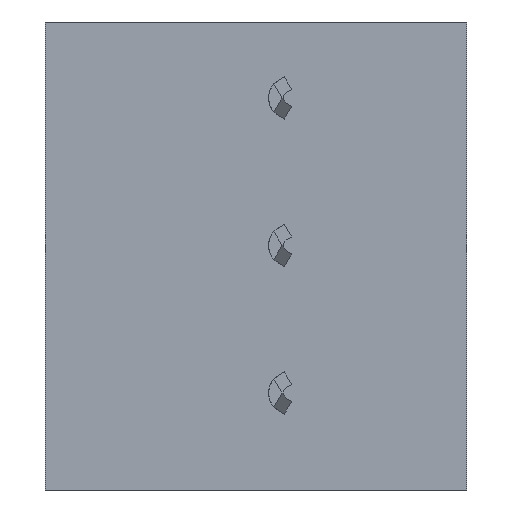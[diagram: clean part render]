
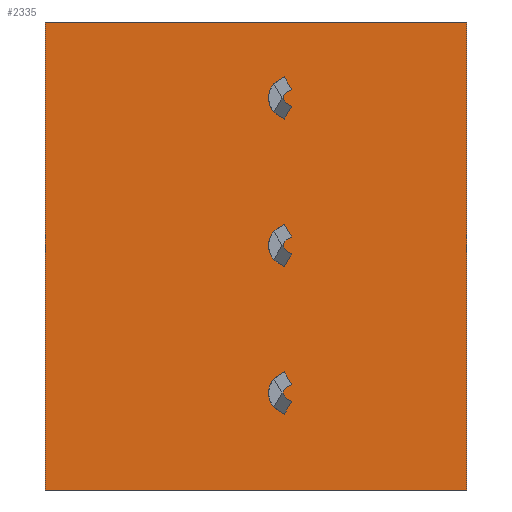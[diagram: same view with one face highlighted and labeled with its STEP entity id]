
A CAD part, front view. The second image highlights one B-rep face of the part: STEP entity #2335.
In plain terms, the highlighted planar face has unit normal (0, -1, 0).
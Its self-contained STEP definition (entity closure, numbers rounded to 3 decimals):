
#29=DIRECTION('',(1.,0.,0.));
#30=VECTOR('',#29,10.);
#31=CARTESIAN_POINT('',(-4.998,-6.2,-2.35));
#32=LINE('',#31,#30);
#41=DIRECTION('',(0.,0.,1.));
#42=VECTOR('',#41,11.1);
#43=CARTESIAN_POINT('',(5.002,-6.2,-2.35));
#44=LINE('',#43,#42);
#45=DIRECTION('',(0.,0.,1.));
#46=VECTOR('',#45,11.1);
#47=CARTESIAN_POINT('',(-4.998,-6.2,-2.35));
#48=LINE('',#47,#46);
#49=DIRECTION('',(0.866,0.,-0.5));
#50=VECTOR('',#49,0.14);
#51=CARTESIAN_POINT('',(0.552,-6.2,-0.483));
#52=LINE('',#51,#50);
#53=DIRECTION('',(0.5,0.,0.866));
#54=VECTOR('',#53,0.35);
#55=CARTESIAN_POINT('',(0.674,-6.2,-0.553));
#56=LINE('',#55,#54);
#57=DIRECTION('',(-0.866,0.,0.5));
#58=VECTOR('',#57,0.14);
#59=CARTESIAN_POINT('',(0.849,-6.2,-0.25));
#60=LINE('',#59,#58);
#61=CARTESIAN_POINT('',(0.802,-6.2,-0.05));
#62=DIRECTION('',(0.,-1.,0.));
#63=DIRECTION('',(-0.5,0.,0.866));
#64=AXIS2_PLACEMENT_3D('',#61,#62,#63);
#66=DIRECTION('',(0.866,0.,0.5));
#67=VECTOR('',#66,0.14);
#68=CARTESIAN_POINT('',(0.727,-6.2,0.08));
#69=LINE('',#68,#67);
#70=DIRECTION('',(-0.5,0.,0.866));
#71=VECTOR('',#70,0.35);
#72=CARTESIAN_POINT('',(0.849,-6.2,0.15));
#73=LINE('',#72,#71);
#74=DIRECTION('',(-0.866,0.,-0.5));
#75=VECTOR('',#74,0.14);
#76=CARTESIAN_POINT('',(0.674,-6.2,0.453));
#77=LINE('',#76,#75);
#78=CARTESIAN_POINT('',(0.802,-6.2,-0.05));
#79=DIRECTION('',(0.,-1.,0.));
#80=DIRECTION('',(-0.5,0.,0.866));
#81=AXIS2_PLACEMENT_3D('',#78,#79,#80);
#83=DIRECTION('',(0.866,0.,-0.5));
#84=VECTOR('',#83,0.14);
#85=CARTESIAN_POINT('',(0.552,-6.2,3.017));
#86=LINE('',#85,#84);
#87=DIRECTION('',(0.5,0.,0.866));
#88=VECTOR('',#87,0.35);
#89=CARTESIAN_POINT('',(0.674,-6.2,2.947));
#90=LINE('',#89,#88);
#91=DIRECTION('',(-0.866,0.,0.5));
#92=VECTOR('',#91,0.14);
#93=CARTESIAN_POINT('',(0.849,-6.2,3.25));
#94=LINE('',#93,#92);
#95=CARTESIAN_POINT('',(0.802,-6.2,3.45));
#96=DIRECTION('',(0.,-1.,0.));
#97=DIRECTION('',(-0.5,0.,0.866));
#98=AXIS2_PLACEMENT_3D('',#95,#96,#97);
#100=DIRECTION('',(0.866,0.,0.5));
#101=VECTOR('',#100,0.14);
#102=CARTESIAN_POINT('',(0.727,-6.2,3.58));
#103=LINE('',#102,#101);
#104=DIRECTION('',(-0.5,0.,0.866));
#105=VECTOR('',#104,0.35);
#106=CARTESIAN_POINT('',(0.849,-6.2,3.65));
#107=LINE('',#106,#105);
#108=DIRECTION('',(-0.866,0.,-0.5));
#109=VECTOR('',#108,0.14);
#110=CARTESIAN_POINT('',(0.674,-6.2,3.953));
#111=LINE('',#110,#109);
#112=CARTESIAN_POINT('',(0.802,-6.2,3.45));
#113=DIRECTION('',(0.,-1.,0.));
#114=DIRECTION('',(-0.5,0.,0.866));
#115=AXIS2_PLACEMENT_3D('',#112,#113,#114);
#117=DIRECTION('',(0.866,0.,-0.5));
#118=VECTOR('',#117,0.14);
#119=CARTESIAN_POINT('',(0.552,-6.2,6.517));
#120=LINE('',#119,#118);
#121=DIRECTION('',(0.5,0.,0.866));
#122=VECTOR('',#121,0.35);
#123=CARTESIAN_POINT('',(0.674,-6.2,6.447));
#124=LINE('',#123,#122);
#125=DIRECTION('',(-0.866,0.,0.5));
#126=VECTOR('',#125,0.14);
#127=CARTESIAN_POINT('',(0.849,-6.2,6.75));
#128=LINE('',#127,#126);
#129=CARTESIAN_POINT('',(0.802,-6.2,6.95));
#130=DIRECTION('',(0.,-1.,0.));
#131=DIRECTION('',(-0.5,0.,0.866));
#132=AXIS2_PLACEMENT_3D('',#129,#130,#131);
#134=DIRECTION('',(0.866,0.,0.5));
#135=VECTOR('',#134,0.14);
#136=CARTESIAN_POINT('',(0.727,-6.2,7.08));
#137=LINE('',#136,#135);
#138=DIRECTION('',(-0.5,0.,0.866));
#139=VECTOR('',#138,0.35);
#140=CARTESIAN_POINT('',(0.849,-6.2,7.15));
#141=LINE('',#140,#139);
#142=DIRECTION('',(-0.866,0.,-0.5));
#143=VECTOR('',#142,0.14);
#144=CARTESIAN_POINT('',(0.674,-6.2,7.453));
#145=LINE('',#144,#143);
#146=CARTESIAN_POINT('',(0.802,-6.2,6.95));
#147=DIRECTION('',(0.,-1.,0.));
#148=DIRECTION('',(-0.5,0.,0.866));
#149=AXIS2_PLACEMENT_3D('',#146,#147,#148);
#1449=DIRECTION('',(1.,0.,0.));
#1450=VECTOR('',#1449,10.);
#1451=CARTESIAN_POINT('',(-4.998,-6.2,8.75));
#1452=LINE('',#1451,#1450);
#1764=CARTESIAN_POINT('',(-4.998,-6.2,-2.35));
#1765=VERTEX_POINT('',#1764);
#1766=CARTESIAN_POINT('',(5.002,-6.2,-2.35));
#1767=VERTEX_POINT('',#1766);
#1776=CARTESIAN_POINT('',(-4.998,-6.2,8.75));
#1777=VERTEX_POINT('',#1776);
#1778=CARTESIAN_POINT('',(5.002,-6.2,8.75));
#1779=VERTEX_POINT('',#1778);
#1998=CARTESIAN_POINT('',(0.552,-6.2,-0.483));
#1999=CARTESIAN_POINT('',(0.674,-6.2,-0.553));
#2000=VERTEX_POINT('',#1998);
#2001=VERTEX_POINT('',#1999);
#2002=CARTESIAN_POINT('',(0.849,-6.2,-0.25));
#2003=VERTEX_POINT('',#2002);
#2004=CARTESIAN_POINT('',(0.727,-6.2,-0.18));
#2005=VERTEX_POINT('',#2004);
#2006=CARTESIAN_POINT('',(0.727,-6.2,0.08));
#2007=VERTEX_POINT('',#2006);
#2008=CARTESIAN_POINT('',(0.849,-6.2,0.15));
#2009=VERTEX_POINT('',#2008);
#2010=CARTESIAN_POINT('',(0.674,-6.2,0.453));
#2011=VERTEX_POINT('',#2010);
#2012=CARTESIAN_POINT('',(0.552,-6.2,0.383));
#2013=VERTEX_POINT('',#2012);
#2037=CARTESIAN_POINT('',(0.552,-6.2,3.017));
#2038=CARTESIAN_POINT('',(0.674,-6.2,2.947));
#2039=VERTEX_POINT('',#2037);
#2040=VERTEX_POINT('',#2038);
#2041=CARTESIAN_POINT('',(0.849,-6.2,3.25));
#2042=VERTEX_POINT('',#2041);
#2043=CARTESIAN_POINT('',(0.727,-6.2,3.32));
#2044=VERTEX_POINT('',#2043);
#2045=CARTESIAN_POINT('',(0.727,-6.2,3.58));
#2046=VERTEX_POINT('',#2045);
#2047=CARTESIAN_POINT('',(0.849,-6.2,3.65));
#2048=VERTEX_POINT('',#2047);
#2049=CARTESIAN_POINT('',(0.674,-6.2,3.953));
#2050=VERTEX_POINT('',#2049);
#2051=CARTESIAN_POINT('',(0.552,-6.2,3.883));
#2052=VERTEX_POINT('',#2051);
#2187=CARTESIAN_POINT('',(0.552,-6.2,6.517));
#2188=CARTESIAN_POINT('',(0.674,-6.2,6.447));
#2189=VERTEX_POINT('',#2187);
#2190=VERTEX_POINT('',#2188);
#2191=CARTESIAN_POINT('',(0.849,-6.2,6.75));
#2192=VERTEX_POINT('',#2191);
#2193=CARTESIAN_POINT('',(0.727,-6.2,6.82));
#2194=VERTEX_POINT('',#2193);
#2195=CARTESIAN_POINT('',(0.727,-6.2,7.08));
#2196=VERTEX_POINT('',#2195);
#2197=CARTESIAN_POINT('',(0.849,-6.2,7.15));
#2198=VERTEX_POINT('',#2197);
#2199=CARTESIAN_POINT('',(0.674,-6.2,7.453));
#2200=VERTEX_POINT('',#2199);
#2201=CARTESIAN_POINT('',(0.552,-6.2,7.383));
#2202=VERTEX_POINT('',#2201);
#2268=CARTESIAN_POINT('',(-4.998,-6.2,-2.35));
#2269=DIRECTION('',(0.,-1.,0.));
#2270=DIRECTION('',(1.,0.,0.));
#2271=AXIS2_PLACEMENT_3D('',#2268,#2269,#2270);
#2272=PLANE('',#2271);
#2273=ORIENTED_EDGE('',*,*,#2232,.F.);
#2275=ORIENTED_EDGE('',*,*,#2274,.T.);
#2277=ORIENTED_EDGE('',*,*,#2276,.T.);
#2278=ORIENTED_EDGE('',*,*,#2260,.F.);
#2279=EDGE_LOOP('',(#2273,#2275,#2277,#2278));
#2280=FACE_OUTER_BOUND('',#2279,.F.);
#2282=ORIENTED_EDGE('',*,*,#2281,.T.);
#2284=ORIENTED_EDGE('',*,*,#2283,.T.);
#2286=ORIENTED_EDGE('',*,*,#2285,.T.);
#2288=ORIENTED_EDGE('',*,*,#2287,.F.);
#2290=ORIENTED_EDGE('',*,*,#2289,.T.);
#2292=ORIENTED_EDGE('',*,*,#2291,.T.);
#2294=ORIENTED_EDGE('',*,*,#2293,.T.);
#2296=ORIENTED_EDGE('',*,*,#2295,.T.);
#2297=EDGE_LOOP('',(#2282,#2284,#2286,#2288,#2290,#2292,#2294,#2296));
#2298=FACE_BOUND('',#2297,.F.);
#2300=ORIENTED_EDGE('',*,*,#2299,.T.);
#2302=ORIENTED_EDGE('',*,*,#2301,.T.);
#2304=ORIENTED_EDGE('',*,*,#2303,.T.);
#2306=ORIENTED_EDGE('',*,*,#2305,.F.);
#2308=ORIENTED_EDGE('',*,*,#2307,.T.);
#2310=ORIENTED_EDGE('',*,*,#2309,.T.);
#2312=ORIENTED_EDGE('',*,*,#2311,.T.);
#2314=ORIENTED_EDGE('',*,*,#2313,.T.);
#2315=EDGE_LOOP('',(#2300,#2302,#2304,#2306,#2308,#2310,#2312,#2314));
#2316=FACE_BOUND('',#2315,.F.);
#2318=ORIENTED_EDGE('',*,*,#2317,.T.);
#2320=ORIENTED_EDGE('',*,*,#2319,.T.);
#2322=ORIENTED_EDGE('',*,*,#2321,.T.);
#2324=ORIENTED_EDGE('',*,*,#2323,.F.);
#2326=ORIENTED_EDGE('',*,*,#2325,.T.);
#2328=ORIENTED_EDGE('',*,*,#2327,.T.);
#2330=ORIENTED_EDGE('',*,*,#2329,.T.);
#2332=ORIENTED_EDGE('',*,*,#2331,.T.);
#2333=EDGE_LOOP('',(#2318,#2320,#2322,#2324,#2326,#2328,#2330,#2332));
#2334=FACE_BOUND('',#2333,.F.);
#65=CIRCLE('',#64,0.15);
#82=CIRCLE('',#81,0.5);
#99=CIRCLE('',#98,0.15);
#116=CIRCLE('',#115,0.5);
#133=CIRCLE('',#132,0.15);
#150=CIRCLE('',#149,0.5);
#2232=EDGE_CURVE('',#1765,#1767,#32,.T.);
#2260=EDGE_CURVE('',#1767,#1779,#44,.T.);
#2274=EDGE_CURVE('',#1765,#1777,#48,.T.);
#2276=EDGE_CURVE('',#1777,#1779,#1452,.T.);
#2281=EDGE_CURVE('',#2000,#2001,#52,.T.);
#2283=EDGE_CURVE('',#2001,#2003,#56,.T.);
#2285=EDGE_CURVE('',#2003,#2005,#60,.T.);
#2287=EDGE_CURVE('',#2007,#2005,#65,.T.);
#2289=EDGE_CURVE('',#2007,#2009,#69,.T.);
#2291=EDGE_CURVE('',#2009,#2011,#73,.T.);
#2293=EDGE_CURVE('',#2011,#2013,#77,.T.);
#2295=EDGE_CURVE('',#2013,#2000,#82,.T.);
#2299=EDGE_CURVE('',#2039,#2040,#86,.T.);
#2301=EDGE_CURVE('',#2040,#2042,#90,.T.);
#2303=EDGE_CURVE('',#2042,#2044,#94,.T.);
#2305=EDGE_CURVE('',#2046,#2044,#99,.T.);
#2307=EDGE_CURVE('',#2046,#2048,#103,.T.);
#2309=EDGE_CURVE('',#2048,#2050,#107,.T.);
#2311=EDGE_CURVE('',#2050,#2052,#111,.T.);
#2313=EDGE_CURVE('',#2052,#2039,#116,.T.);
#2317=EDGE_CURVE('',#2189,#2190,#120,.T.);
#2319=EDGE_CURVE('',#2190,#2192,#124,.T.);
#2321=EDGE_CURVE('',#2192,#2194,#128,.T.);
#2323=EDGE_CURVE('',#2196,#2194,#133,.T.);
#2325=EDGE_CURVE('',#2196,#2198,#137,.T.);
#2327=EDGE_CURVE('',#2198,#2200,#141,.T.);
#2329=EDGE_CURVE('',#2200,#2202,#145,.T.);
#2331=EDGE_CURVE('',#2202,#2189,#150,.T.);
#2335=ADVANCED_FACE('',(#2280,#2298,#2316,#2334),#2272,.T.);
